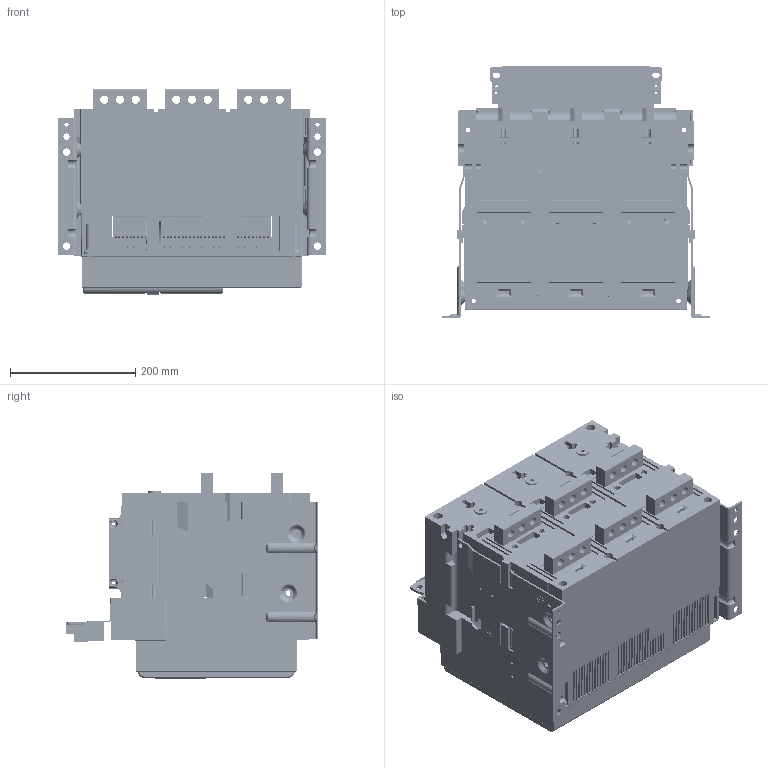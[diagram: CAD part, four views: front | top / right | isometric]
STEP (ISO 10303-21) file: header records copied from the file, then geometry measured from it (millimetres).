
FILE_DESCRIPTION((''),'2;1');
FILE_NAME('CDW6I-3200-2500-3P-FH_SW0001','2024-05-13T',('zhongyao.huang'),(''),'PRO/ENGINEER BY PARAMETRIC TECHNOLOGY CORPORATION, 2015440','PRO/ENGINEER BY PARAMETRIC TECHNOLOGY CORPORATION, 2015440','');
FILE_SCHEMA(('CONFIG_CONTROL_DESIGN'));
Products named in the file (1): CDW6I-3200-2500-3P-FH_SW0001
Bounding box: 426.68 x 403.63 x 328.93 mm (x, y, z)
Volume: 8569044.2 mm3; surface area: 2804261 mm2
Topology: 11 solids, 17 shells, 8724 faces, 24531 edges, 15907 vertices
Faces by surface type: plane 6374, cylinder 1815, cone 180, torus 145, extrusion 134, bspline 66, sphere 10
Entity records: 299019 total; most frequent: CARTESIAN_POINT 70625, ORIENTED_EDGE 49062, DIRECTION 45264, EDGE_CURVE 24531, VECTOR 19734, LINE 19600, VERTEX_POINT 15907, AXIS2_PLACEMENT_3D 12765
